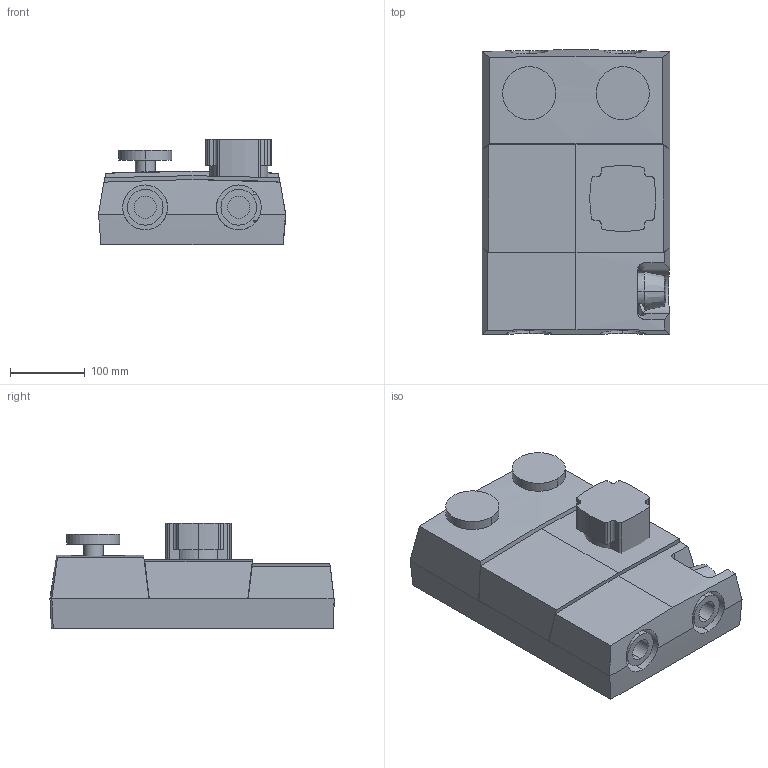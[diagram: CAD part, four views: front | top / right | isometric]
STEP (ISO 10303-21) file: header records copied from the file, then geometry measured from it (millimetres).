
FILE_DESCRIPTION (( 'STEP AP214' ), '1' );
FILE_NAME ('61021400 GFA DN32 G.STEP', '2021-12-27T13:16:39', ( '' ), ( '' ), 'SwSTEP 2.0', 'SolidWorks 2021', '' );
FILE_SCHEMA (( 'AUTOMOTIVE_DESIGN' ));
Length unit declared in the file: millimetre
Products named in the file (1): 61021400 GFA DN32 G
Bounding box: 250 x 379.43 x 140.75 mm (x, y, z)
Volume: 8539828.8 mm3; surface area: 474384.8 mm2
Topology: 5 solids, 5 shells, 176 faces, 475 edges, 313 vertices
Faces by surface type: cylinder 89, plane 70, bspline 10, torus 3, sphere 2, cone 2
Entity records: 7454 total; most frequent: CARTESIAN_POINT 2209, ORIENTED_EDGE 950, DIRECTION 885, EDGE_CURVE 475, AXIS2_PLACEMENT_3D 325, VERTEX_POINT 313, LINE 235, VECTOR 235
